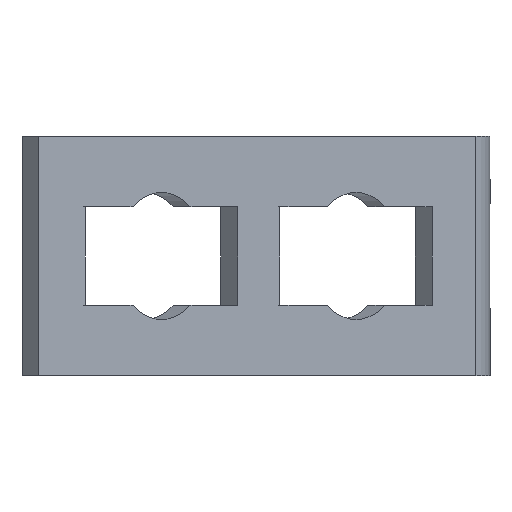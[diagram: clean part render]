
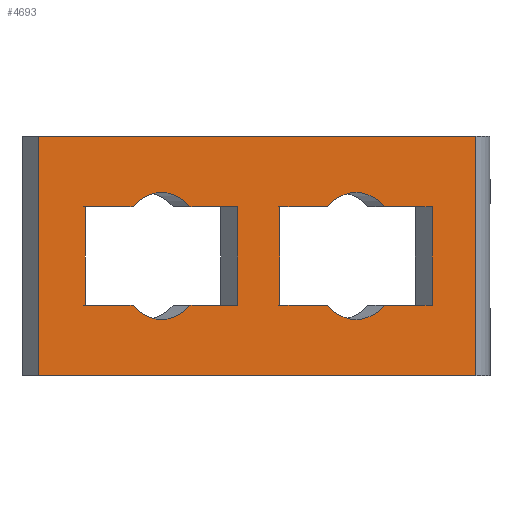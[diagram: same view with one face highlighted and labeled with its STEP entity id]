
A CAD part, left-side view. The second image highlights one B-rep face of the part: STEP entity #4693.
In plain terms, the highlighted planar face has unit normal (-0.707, -0.707, 0).
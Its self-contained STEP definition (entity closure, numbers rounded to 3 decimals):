
#3695=CARTESIAN_POINT('',(-141.843,35.143,-8.25));
#3696=VERTEX_POINT('',#3695);
#3703=CARTESIAN_POINT('',(-133.878,27.178,-8.25));
#3704=VERTEX_POINT('',#3703);
#3705=CARTESIAN_POINT('',(-133.878,27.178,-8.25));
#3706=DIRECTION('',(-0.707,0.707,0.));
#3707=VECTOR('',#3706,11.265);
#3708=LINE('',#3705,#3707);
#3709=EDGE_CURVE('',#3704,#3696,#3708,.T.);
#3735=CARTESIAN_POINT('',(-124.353,17.653,-8.25));
#3736=VERTEX_POINT('',#3735);
#3737=CARTESIAN_POINT('',(-129.115,22.415,0.));
#3738=DIRECTION('',(0.707,0.707,0.));
#3739=DIRECTION('',(-0.447,0.447,-0.775));
#3740=AXIS2_PLACEMENT_3D('',#3737,#3738,#3739);
#3741=CIRCLE('',#3740,10.65);
#3742=EDGE_CURVE('',#3736,#3704,#3741,.T.);
#3767=CARTESIAN_POINT('',(-116.387,9.687,-8.25));
#3768=VERTEX_POINT('',#3767);
#3769=CARTESIAN_POINT('',(-116.387,9.687,-8.25));
#3770=DIRECTION('',(-0.707,0.707,0.));
#3771=VECTOR('',#3770,11.265);
#3772=LINE('',#3769,#3771);
#3773=EDGE_CURVE('',#3768,#3736,#3772,.T.);
#3798=CARTESIAN_POINT('',(-116.387,9.687,8.25));
#3799=VERTEX_POINT('',#3798);
#3800=CARTESIAN_POINT('',(-116.387,9.687,8.25));
#3801=DIRECTION('',(0.0,0.0,-1.0));
#3802=VECTOR('',#3801,16.5);
#3803=LINE('',#3800,#3802);
#3804=EDGE_CURVE('',#3799,#3768,#3803,.T.);
#3829=CARTESIAN_POINT('',(-124.353,17.653,8.25));
#3830=VERTEX_POINT('',#3829);
#3831=CARTESIAN_POINT('',(-124.353,17.653,8.25));
#3832=DIRECTION('',(0.707,-0.707,0.));
#3833=VECTOR('',#3832,11.265);
#3834=LINE('',#3831,#3833);
#3835=EDGE_CURVE('',#3830,#3799,#3834,.T.);
#3861=CARTESIAN_POINT('',(-133.878,27.178,8.25));
#3862=VERTEX_POINT('',#3861);
#3863=CARTESIAN_POINT('',(-129.115,22.415,0.));
#3864=DIRECTION('',(0.707,0.707,0.));
#3865=DIRECTION('',(0.447,-0.447,0.775));
#3866=AXIS2_PLACEMENT_3D('',#3863,#3864,#3865);
#3867=CIRCLE('',#3866,10.65);
#3868=EDGE_CURVE('',#3862,#3830,#3867,.T.);
#3893=CARTESIAN_POINT('',(-141.843,35.143,8.25));
#3894=VERTEX_POINT('',#3893);
#3895=CARTESIAN_POINT('',(-141.843,35.143,8.25));
#3896=DIRECTION('',(0.707,-0.707,0.0));
#3897=VECTOR('',#3896,11.265);
#3898=LINE('',#3895,#3897);
#3899=EDGE_CURVE('',#3894,#3862,#3898,.T.);
#3922=CARTESIAN_POINT('',(-141.843,35.143,-8.25));
#3923=DIRECTION('',(0.0,0.0,1.0));
#3924=VECTOR('',#3923,16.5);
#3925=LINE('',#3922,#3924);
#3926=EDGE_CURVE('',#3696,#3894,#3925,.T.);
#4141=CARTESIAN_POINT('',(-174.37,67.67,-8.25));
#4142=VERTEX_POINT('',#4141);
#4149=CARTESIAN_POINT('',(-166.405,59.705,-8.25));
#4150=VERTEX_POINT('',#4149);
#4151=CARTESIAN_POINT('',(-166.405,59.705,-8.25));
#4152=DIRECTION('',(-0.707,0.707,0.));
#4153=VECTOR('',#4152,11.265);
#4154=LINE('',#4151,#4153);
#4155=EDGE_CURVE('',#4150,#4142,#4154,.T.);
#4181=CARTESIAN_POINT('',(-156.88,50.18,-8.25));
#4182=VERTEX_POINT('',#4181);
#4183=CARTESIAN_POINT('',(-161.642,54.942,0.));
#4184=DIRECTION('',(0.707,0.707,0.));
#4185=DIRECTION('',(-0.447,0.447,-0.775));
#4186=AXIS2_PLACEMENT_3D('',#4183,#4184,#4185);
#4187=CIRCLE('',#4186,10.65);
#4188=EDGE_CURVE('',#4182,#4150,#4187,.T.);
#4213=CARTESIAN_POINT('',(-148.914,42.214,-8.25));
#4214=VERTEX_POINT('',#4213);
#4215=CARTESIAN_POINT('',(-148.914,42.214,-8.25));
#4216=DIRECTION('',(-0.707,0.707,0.));
#4217=VECTOR('',#4216,11.265);
#4218=LINE('',#4215,#4217);
#4219=EDGE_CURVE('',#4214,#4182,#4218,.T.);
#4244=CARTESIAN_POINT('',(-148.914,42.214,8.25));
#4245=VERTEX_POINT('',#4244);
#4246=CARTESIAN_POINT('',(-148.914,42.214,8.25));
#4247=DIRECTION('',(0.0,0.0,-1.0));
#4248=VECTOR('',#4247,16.5);
#4249=LINE('',#4246,#4248);
#4250=EDGE_CURVE('',#4245,#4214,#4249,.T.);
#4275=CARTESIAN_POINT('',(-156.88,50.18,8.25));
#4276=VERTEX_POINT('',#4275);
#4277=CARTESIAN_POINT('',(-156.88,50.18,8.25));
#4278=DIRECTION('',(0.707,-0.707,0.));
#4279=VECTOR('',#4278,11.265);
#4280=LINE('',#4277,#4279);
#4281=EDGE_CURVE('',#4276,#4245,#4280,.T.);
#4307=CARTESIAN_POINT('',(-166.405,59.705,8.25));
#4308=VERTEX_POINT('',#4307);
#4309=CARTESIAN_POINT('',(-161.642,54.942,0.));
#4310=DIRECTION('',(0.707,0.707,0.));
#4311=DIRECTION('',(0.447,-0.447,0.775));
#4312=AXIS2_PLACEMENT_3D('',#4309,#4310,#4311);
#4313=CIRCLE('',#4312,10.65);
#4314=EDGE_CURVE('',#4308,#4276,#4313,.T.);
#4339=CARTESIAN_POINT('',(-174.37,67.67,8.25));
#4340=VERTEX_POINT('',#4339);
#4341=CARTESIAN_POINT('',(-174.37,67.67,8.25));
#4342=DIRECTION('',(0.707,-0.707,0.0));
#4343=VECTOR('',#4342,11.265);
#4344=LINE('',#4341,#4343);
#4345=EDGE_CURVE('',#4340,#4308,#4344,.T.);
#4368=CARTESIAN_POINT('',(-174.37,67.67,-8.25));
#4369=DIRECTION('',(0.0,0.0,1.0));
#4370=VECTOR('',#4369,16.5);
#4371=LINE('',#4368,#4370);
#4372=EDGE_CURVE('',#4142,#4340,#4371,.T.);
#4579=CARTESIAN_POINT('',(-109.043,2.343,-20.));
#4580=VERTEX_POINT('',#4579);
#4587=CARTESIAN_POINT('',(-182.148,75.448,-20.));
#4588=VERTEX_POINT('',#4587);
#4589=CARTESIAN_POINT('',(-109.043,2.343,-20.));
#4590=DIRECTION('',(-0.707,0.707,0.0));
#4591=VECTOR('',#4590,103.386);
#4592=LINE('',#4589,#4591);
#4593=EDGE_CURVE('',#4580,#4588,#4592,.T.);
#4643=CARTESIAN_POINT('',(-107.444,0.744,0.));
#4644=DIRECTION('',(0.707,0.707,0.));
#4645=DIRECTION('',(0.0,0.0,1.0));
#4646=AXIS2_PLACEMENT_3D('',#4643,#4644,#4645);
#4647=PLANE('',#4646);
#4648=CARTESIAN_POINT('',(-109.043,2.343,20.));
#4649=VERTEX_POINT('',#4648);
#4650=CARTESIAN_POINT('',(-109.043,2.343,-20.));
#4651=DIRECTION('',(0.0,0.0,1.0));
#4652=VECTOR('',#4651,40.);
#4653=LINE('',#4650,#4652);
#4654=EDGE_CURVE('',#4580,#4649,#4653,.T.);
#4655=ORIENTED_EDGE('',*,*,#4654,.T.);
#4656=CARTESIAN_POINT('',(-182.148,75.448,20.));
#4657=VERTEX_POINT('',#4656);
#4658=CARTESIAN_POINT('',(-182.148,75.448,20.));
#4659=DIRECTION('',(0.707,-0.707,0.0));
#4660=VECTOR('',#4659,103.386);
#4661=LINE('',#4658,#4660);
#4662=EDGE_CURVE('',#4657,#4649,#4661,.T.);
#4663=ORIENTED_EDGE('',*,*,#4662,.F.);
#4664=CARTESIAN_POINT('',(-182.148,75.448,-20.));
#4665=DIRECTION('',(0.0,0.0,1.0));
#4666=VECTOR('',#4665,40.);
#4667=LINE('',#4664,#4666);
#4668=EDGE_CURVE('',#4588,#4657,#4667,.T.);
#4669=ORIENTED_EDGE('',*,*,#4668,.F.);
#4670=ORIENTED_EDGE('',*,*,#4593,.F.);
#4671=EDGE_LOOP('',(#4655,#4663,#4669,#4670));
#4672=FACE_OUTER_BOUND('',#4671,.T.);
#4673=ORIENTED_EDGE('',*,*,#3709,.T.);
#4674=ORIENTED_EDGE('',*,*,#3926,.T.);
#4675=ORIENTED_EDGE('',*,*,#3899,.T.);
#4676=ORIENTED_EDGE('',*,*,#3868,.T.);
#4677=ORIENTED_EDGE('',*,*,#3835,.T.);
#4678=ORIENTED_EDGE('',*,*,#3804,.T.);
#4679=ORIENTED_EDGE('',*,*,#3773,.T.);
#4680=ORIENTED_EDGE('',*,*,#3742,.T.);
#4681=EDGE_LOOP('',(#4673,#4674,#4675,#4676,#4677,#4678,#4679,#4680));
#4682=FACE_BOUND('',#4681,.T.);
#4683=ORIENTED_EDGE('',*,*,#4155,.T.);
#4684=ORIENTED_EDGE('',*,*,#4372,.T.);
#4685=ORIENTED_EDGE('',*,*,#4345,.T.);
#4686=ORIENTED_EDGE('',*,*,#4314,.T.);
#4687=ORIENTED_EDGE('',*,*,#4281,.T.);
#4688=ORIENTED_EDGE('',*,*,#4250,.T.);
#4689=ORIENTED_EDGE('',*,*,#4219,.T.);
#4690=ORIENTED_EDGE('',*,*,#4188,.T.);
#4691=EDGE_LOOP('',(#4683,#4684,#4685,#4686,#4687,#4688,#4689,#4690));
#4692=FACE_BOUND('',#4691,.T.);
#4693=ADVANCED_FACE('',(#4672,#4682,#4692),#4647,.F.);
